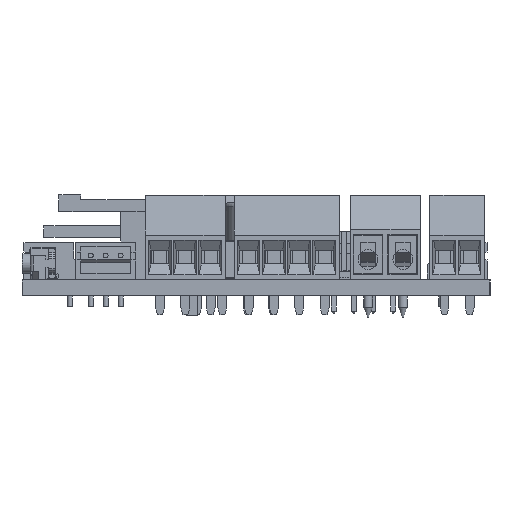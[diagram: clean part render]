
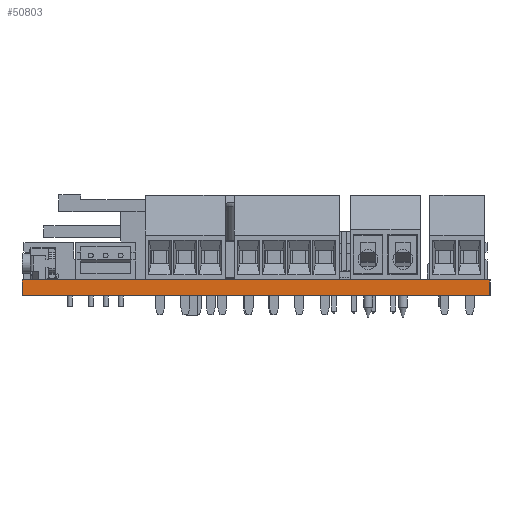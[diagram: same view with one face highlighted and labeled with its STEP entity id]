
A CAD part, left-side view. The second image highlights one B-rep face of the part: STEP entity #50803.
In plain terms, the highlighted planar face has unit normal (-1, 0, 0).
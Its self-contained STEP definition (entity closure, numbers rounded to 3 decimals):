
#2801=PLANE('',#54635);
#5266=FACE_OUTER_BOUND('',#7988,.T.);
#7988=EDGE_LOOP('',(#45705,#45706,#45707,#45708));
#13898=LINE('',#82669,#19630);
#13899=LINE('',#82671,#19631);
#13900=LINE('',#82673,#19632);
#13901=LINE('',#82674,#19633);
#19630=VECTOR('',#67548,1.);
#19631=VECTOR('',#67549,1.);
#19632=VECTOR('',#67550,1.);
#19633=VECTOR('',#67551,1.);
#25212=VERTEX_POINT('',#82667);
#25213=VERTEX_POINT('',#82668);
#25214=VERTEX_POINT('',#82670);
#25215=VERTEX_POINT('',#82672);
#32075=EDGE_CURVE('',#25212,#25213,#13898,.T.);
#32076=EDGE_CURVE('',#25212,#25214,#13899,.T.);
#32077=EDGE_CURVE('',#25214,#25215,#13900,.T.);
#32078=EDGE_CURVE('',#25213,#25215,#13901,.T.);
#45705=ORIENTED_EDGE('',*,*,#32075,.F.);
#45706=ORIENTED_EDGE('',*,*,#32076,.T.);
#45707=ORIENTED_EDGE('',*,*,#32077,.T.);
#45708=ORIENTED_EDGE('',*,*,#32078,.F.);
#50803=ADVANCED_FACE('',(#5266),#2801,.F.);
#54635=AXIS2_PLACEMENT_3D('',#82666,#67546,#67547);
#67546=DIRECTION('center_axis',(1.,0.,0.));
#67547=DIRECTION('ref_axis',(0.,-1.,0.));
#67548=DIRECTION('',(0.,0.,1.));
#67549=DIRECTION('',(0.,-1.,0.));
#67550=DIRECTION('',(0.,0.,1.));
#67551=DIRECTION('',(0.,-1.,0.));
#82666=CARTESIAN_POINT('Origin',(0.,47.,0.));
#82667=CARTESIAN_POINT('',(0.,47.,0.));
#82668=CARTESIAN_POINT('',(0.,47.,1.6));
#82669=CARTESIAN_POINT('',(0.,47.,0.));
#82670=CARTESIAN_POINT('',(0.,0.,0.));
#82671=CARTESIAN_POINT('',(0.,47.,0.));
#82672=CARTESIAN_POINT('',(0.,0.,1.6));
#82673=CARTESIAN_POINT('',(0.,0.,0.));
#82674=CARTESIAN_POINT('',(0.,47.,1.6));
